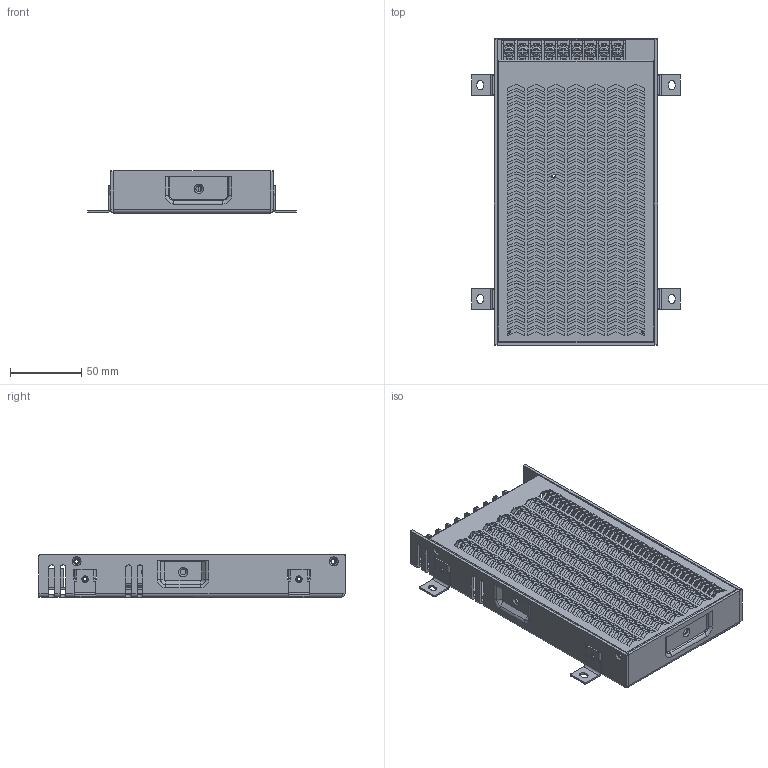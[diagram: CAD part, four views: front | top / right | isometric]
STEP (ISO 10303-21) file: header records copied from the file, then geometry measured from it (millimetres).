
FILE_DESCRIPTION(/* description */ (''),/* implementation_level */ '2;1');
FILE_NAME(/* name */ 'MYD200.stp',/* time_stamp */ '2023-07-21T16:39:11+08:00',/* author */ (''),/* organization */ (''),/* preprocessor_version */ 'ST-DEVELOPER v19.3',/* originating_system */ 'SIEMENS PLM Software NX2212.3001',/* authorisation */ '');
FILE_SCHEMA (('AP203_CONFIGURATION_CONTROLLED_3D_DESIGN_OF_MECHANICAL_PARTS_AND_ASSEMBLIES_MIM_LF { 1 0 10303 403 2 1 2}'));
Products named in the file (8): A01J1DZP0000032; MTS200-A01P01; C01M1DYPJ100020; 铆钉M3D5L5; A04WJJSK0000068; A04WJJSK0000067; MTS200-A01_MODEL; MYD200
Assembly tree (13 placements, depth 3):
  MYD200
    A04WJJSK0000067
    A04WJJSK0000068
    MTS200-A01_MODEL
      MTS200-A01P01
      A01J1DZP0000032
    铆钉M3D5L5  x4
    C01M1DYPJ100020  x4
Bounding box: 146.5 x 215 x 29.5 mm (x, y, z)
Volume: 135068.8 mm3; surface area: 184969.3 mm2
Topology: 14 solids, 14 shells, 3300 faces, 10207 edges, 6966 vertices
Faces by surface type: plane 2765, cylinder 423, torus 64, cone 46, bspline 2
Full cylindrical faces by diameter (mm): 2.5 x16, 3.3 x2, 3.33 x5, 3.5 x4, 4 x10, 4.6 x4, 4.8 x6, 5 x5, 5.3 x4, 5.4 x4
Entity records: 112346 total; most frequent: CARTESIAN_POINT 24890, ORIENTED_EDGE 19402, DIRECTION 15528, EDGE_CURVE 9701, LINE 7040, VECTOR 7040, VERTEX_POINT 6674, AXIS2_PLACEMENT_3D 4244
